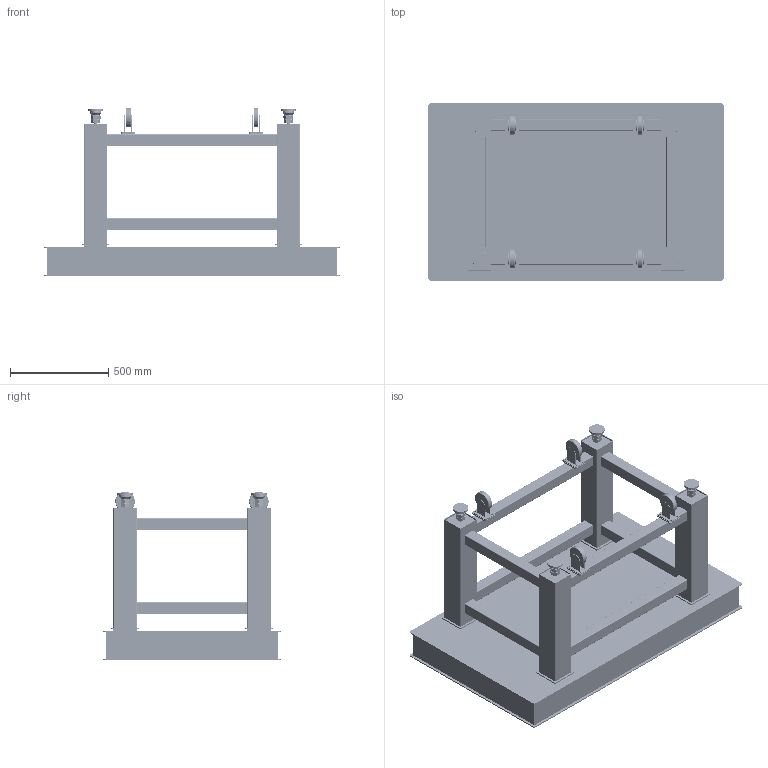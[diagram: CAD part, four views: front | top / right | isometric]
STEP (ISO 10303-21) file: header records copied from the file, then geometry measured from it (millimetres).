
FILE_DESCRIPTION (( 'STEP AP214' ), '1' );
FILE_NAME ('516104.STEP', '2024-03-29T03:55:23', ( '' ), ( '' ), 'SwSTEP 2.0', 'SolidWorks 2020', '' );
FILE_SCHEMA (( 'AUTOMOTIVE_DESIGN' ));
Length unit declared in the file: millimetre
Products named in the file (1): 516104
Bounding box: 1500 x 900 x 858 mm (x, y, z)
Volume: 203791139.8 mm3; surface area: 14561984.7 mm2
Topology: 63 solids, 63 shells, 4958 faces, 14320 edges, 9500 vertices
Faces by surface type: cylinder 4272, plane 494, cone 160, bspline 32
Entity records: 233250 total; most frequent: DIRECTION 32410, CARTESIAN_POINT 32023, ORIENTED_EDGE 28640, EDGE_CURVE 14320, AXIS2_PLACEMENT_3D 13583, VERTEX_POINT 9500, EDGE_LOOP 9042, CIRCLE 8656
